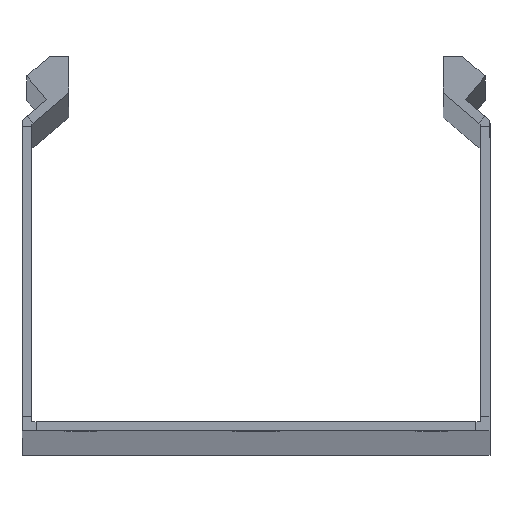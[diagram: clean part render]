
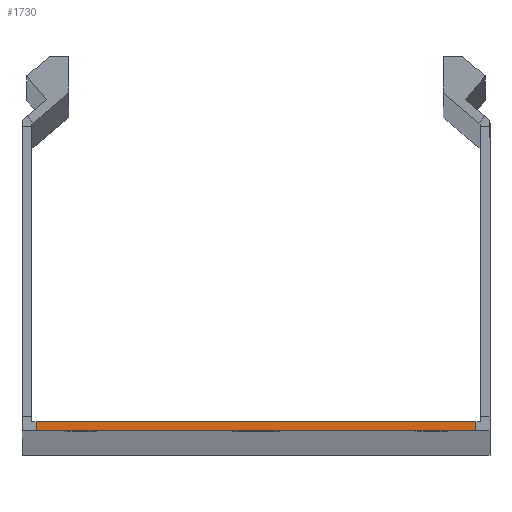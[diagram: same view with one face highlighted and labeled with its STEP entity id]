
A CAD part, top view. The second image highlights one B-rep face of the part: STEP entity #1730.
In plain terms, the highlighted planar face has unit normal (0, 0, 1).
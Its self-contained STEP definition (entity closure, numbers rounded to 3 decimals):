
#162 = FACE_OUTER_BOUND ( 'NONE', #1728, .T. ) ;
#344 = CARTESIAN_POINT ( 'NONE',  ( -47., 2., 1500. ) ) ;
#366 = VECTOR ( 'NONE', #3106, 1000. ) ;
#472 = PLANE ( 'NONE',  #2323 ) ;
#766 = VERTEX_POINT ( 'NONE', #991 ) ;
#859 = VECTOR ( 'NONE', #1912, 1000. ) ;
#991 = CARTESIAN_POINT ( 'NONE',  ( 47., 2., 1500. ) ) ;
#1365 = DIRECTION ( 'NONE',  ( 0., 1., 0. ) ) ;
#1547 = VERTEX_POINT ( 'NONE', #5223 ) ;
#1701 = LINE ( 'NONE', #5978, #5589 ) ;
#1728 = EDGE_LOOP ( 'NONE', ( #5035, #2640, #1804, #5376 ) ) ;
#1730 = ADVANCED_FACE ( 'NONE', ( #162 ), #472, .T. ) ;
#1804 = ORIENTED_EDGE ( 'NONE', *, *, #3260, .T. ) ;
#1912 = DIRECTION ( 'NONE',  ( -1., 0., 0. ) ) ;
#2323 = AXIS2_PLACEMENT_3D ( 'NONE', #2729, #4131, #5914 ) ;
#2440 = EDGE_CURVE ( 'NONE', #4524, #1547, #3322, .T. ) ;
#2640 = ORIENTED_EDGE ( 'NONE', *, *, #3589, .T. ) ;
#2727 = LINE ( 'NONE', #5888, #366 ) ;
#2729 = CARTESIAN_POINT ( 'NONE',  ( 48., 3., 1500. ) ) ;
#2787 = EDGE_CURVE ( 'NONE', #2858, #1547, #2727, .T. ) ;
#2838 = CARTESIAN_POINT ( 'NONE',  ( 47., 0., 1500. ) ) ;
#2858 = VERTEX_POINT ( 'NONE', #344 ) ;
#2932 = CARTESIAN_POINT ( 'NONE',  ( -50., 2., 1500. ) ) ;
#3106 = DIRECTION ( 'NONE',  ( 0., -1., 0. ) ) ;
#3260 = EDGE_CURVE ( 'NONE', #766, #2858, #4028, .T. ) ;
#3322 = LINE ( 'NONE', #3323, #859 ) ;
#3323 = CARTESIAN_POINT ( 'NONE',  ( -50., 0., 1500. ) ) ;
#3589 = EDGE_CURVE ( 'NONE', #4524, #766, #1701, .T. ) ;
#3821 = VECTOR ( 'NONE', #5244, 1000. ) ;
#4028 = LINE ( 'NONE', #2932, #3821 ) ;
#4131 = DIRECTION ( 'NONE',  ( 0., 0., 1. ) ) ;
#4524 = VERTEX_POINT ( 'NONE', #2838 ) ;
#5035 = ORIENTED_EDGE ( 'NONE', *, *, #2440, .F. ) ;
#5223 = CARTESIAN_POINT ( 'NONE',  ( -47., 0., 1500. ) ) ;
#5244 = DIRECTION ( 'NONE',  ( -1., 0., 0. ) ) ;
#5376 = ORIENTED_EDGE ( 'NONE', *, *, #2787, .T. ) ;
#5589 = VECTOR ( 'NONE', #1365, 1000. ) ;
#5888 = CARTESIAN_POINT ( 'NONE',  ( -47., 2., 1500. ) ) ;
#5914 = DIRECTION ( 'NONE',  ( 1., 0., 0. ) ) ;
#5978 = CARTESIAN_POINT ( 'NONE',  ( 47., 0., 1500. ) ) ;
